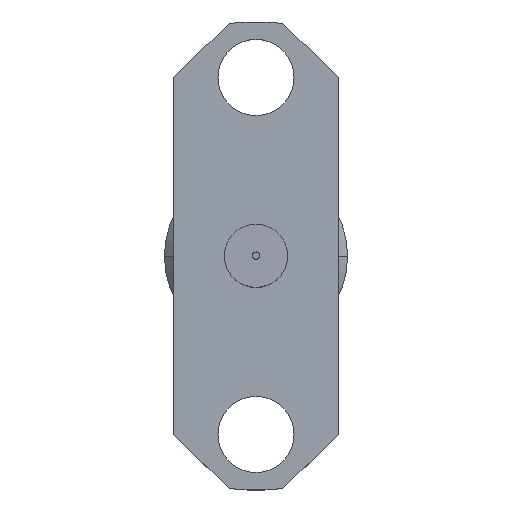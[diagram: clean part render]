
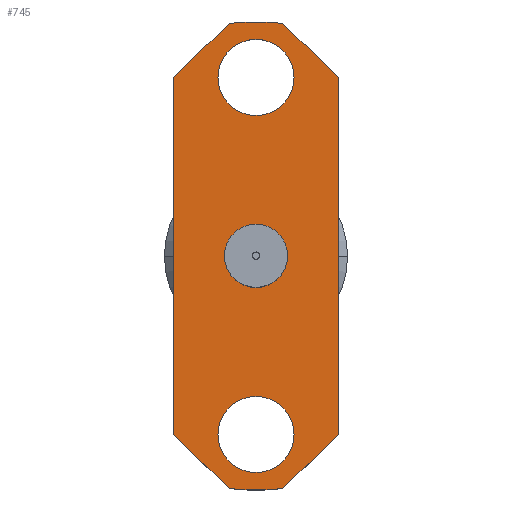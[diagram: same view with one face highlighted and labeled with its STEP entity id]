
A CAD part, top view. The second image highlights one B-rep face of the part: STEP entity #745.
In plain terms, the highlighted planar face has unit normal (0, 0, 1).
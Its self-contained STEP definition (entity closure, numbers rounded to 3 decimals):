
#10 = VERTEX_POINT ( 'NONE', #1043 ) ;
#19 = CARTESIAN_POINT ( 'NONE',  ( 0., 6.1, 0. ) ) ;
#21 = EDGE_LOOP ( 'NONE', ( #355, #323, #440, #825, #563, #1125, #1173, #794 ) ) ;
#34 = VERTEX_POINT ( 'NONE', #746 ) ;
#46 = AXIS2_PLACEMENT_3D ( 'NONE', #19, #943, #475 ) ;
#48 = EDGE_CURVE ( 'NONE', #649, #1202, #937, .T. ) ;
#53 = LINE ( 'NONE', #183, #1164 ) ;
#60 = CARTESIAN_POINT ( 'NONE',  ( -2.825, 6.1, 0. ) ) ;
#93 = CARTESIAN_POINT ( 'NONE',  ( 0., 0., 0. ) ) ;
#102 = VERTEX_POINT ( 'NONE', #283 ) ;
#103 = EDGE_CURVE ( 'NONE', #899, #315, #233, .T. ) ;
#105 = FACE_BOUND ( 'NONE', #969, .T. ) ;
#109 = ORIENTED_EDGE ( 'NONE', *, *, #1155, .F. ) ;
#139 = CARTESIAN_POINT ( 'NONE',  ( 1.3, 6.1, 0. ) ) ;
#141 = VERTEX_POINT ( 'NONE', #60 ) ;
#144 = EDGE_CURVE ( 'NONE', #1094, #988, #1170, .T. ) ;
#152 = EDGE_CURVE ( 'NONE', #1129, #141, #1200, .T. ) ;
#183 = CARTESIAN_POINT ( 'NONE',  ( 2.825, -6.1, 0. ) ) ;
#189 = CARTESIAN_POINT ( 'NONE',  ( 0., 0., 0. ) ) ;
#191 = ORIENTED_EDGE ( 'NONE', *, *, #626, .F. ) ;
#201 = CARTESIAN_POINT ( 'NONE',  ( -2.825, 2.1, 0. ) ) ;
#220 = VERTEX_POINT ( 'NONE', #909 ) ;
#233 = CIRCLE ( 'NONE', #46, 1.3 ) ;
#243 = AXIS2_PLACEMENT_3D ( 'NONE', #998, #1116, #1133 ) ;
#250 = CIRCLE ( 'NONE', #813, 1.3 ) ;
#283 = CARTESIAN_POINT ( 'NONE',  ( 1.3, -6.1, 0. ) ) ;
#292 = CIRCLE ( 'NONE', #673, 1.3 ) ;
#311 = CIRCLE ( 'NONE', #511, 8. ) ;
#315 = VERTEX_POINT ( 'NONE', #139 ) ;
#323 = ORIENTED_EDGE ( 'NONE', *, *, #782, .T. ) ;
#341 = VERTEX_POINT ( 'NONE', #701 ) ;
#343 = ORIENTED_EDGE ( 'NONE', *, *, #798, .T. ) ;
#345 = LINE ( 'NONE', #935, #594 ) ;
#355 = ORIENTED_EDGE ( 'NONE', *, *, #765, .F. ) ;
#366 = CARTESIAN_POINT ( 'NONE',  ( 0., 6.1, 0. ) ) ;
#368 = ORIENTED_EDGE ( 'NONE', *, *, #103, .F. ) ;
#389 = CIRCLE ( 'NONE', #575, 1.3 ) ;
#397 = FACE_OUTER_BOUND ( 'NONE', #21, .T. ) ;
#430 = CIRCLE ( 'NONE', #483, 1.08 ) ;
#438 = CARTESIAN_POINT ( 'NONE',  ( 0., -6.1, 0. ) ) ;
#440 = ORIENTED_EDGE ( 'NONE', *, *, #654, .F. ) ;
#468 = DIRECTION ( 'NONE',  ( 0., 0., -1. ) ) ;
#472 = DIRECTION ( 'NONE',  ( 0., 0., 1. ) ) ;
#475 = DIRECTION ( 'NONE',  ( 1., 0., 0. ) ) ;
#477 = CIRCLE ( 'NONE', #979, 8. ) ;
#481 = CARTESIAN_POINT ( 'NONE',  ( -1.3, 6.1, 0. ) ) ;
#483 = AXIS2_PLACEMENT_3D ( 'NONE', #93, #742, #639 ) ;
#510 = FACE_BOUND ( 'NONE', #1119, .T. ) ;
#511 = AXIS2_PLACEMENT_3D ( 'NONE', #770, #1138, #666 ) ;
#515 = DIRECTION ( 'NONE',  ( 0.719, -0.695, 0. ) ) ;
#530 = CARTESIAN_POINT ( 'NONE',  ( 0.912, 7.948, 0. ) ) ;
#537 = DIRECTION ( 'NONE',  ( 0., 0., 1. ) ) ;
#541 = EDGE_CURVE ( 'NONE', #315, #899, #389, .T. ) ;
#559 = DIRECTION ( 'NONE',  ( 1., 0., 0. ) ) ;
#563 = ORIENTED_EDGE ( 'NONE', *, *, #152, .T. ) ;
#572 = CARTESIAN_POINT ( 'NONE',  ( 0.912, 7.948, 0. ) ) ;
#575 = AXIS2_PLACEMENT_3D ( 'NONE', #366, #472, #559 ) ;
#594 = VECTOR ( 'NONE', #1205, 1000. ) ;
#614 = EDGE_CURVE ( 'NONE', #1129, #854, #311, .T. ) ;
#626 = EDGE_CURVE ( 'NONE', #102, #34, #292, .T. ) ;
#627 = DIRECTION ( 'NONE',  ( 1., 0., 0. ) ) ;
#629 = VECTOR ( 'NONE', #888, 1000. ) ;
#639 = DIRECTION ( 'NONE',  ( 1., 0., 0. ) ) ;
#647 = DIRECTION ( 'NONE',  ( 1., 0., 0. ) ) ;
#649 = VERTEX_POINT ( 'NONE', #901 ) ;
#654 = EDGE_CURVE ( 'NONE', #854, #220, #922, .T. ) ;
#666 = DIRECTION ( 'NONE',  ( -1., 0., 0. ) ) ;
#673 = AXIS2_PLACEMENT_3D ( 'NONE', #875, #702, #970 ) ;
#684 = VECTOR ( 'NONE', #948, 1000. ) ;
#701 = CARTESIAN_POINT ( 'NONE',  ( 0.912, -7.948, 0. ) ) ;
#702 = DIRECTION ( 'NONE',  ( 0., 0., 1. ) ) ;
#742 = DIRECTION ( 'NONE',  ( 0., 0., -1. ) ) ;
#745 = ADVANCED_FACE ( 'NONE', ( #967, #397, #510, #105 ), #1181, .T. ) ;
#746 = CARTESIAN_POINT ( 'NONE',  ( -1.3, -6.1, 0. ) ) ;
#765 = EDGE_CURVE ( 'NONE', #10, #341, #53, .T. ) ;
#770 = CARTESIAN_POINT ( 'NONE',  ( 0., 0., 0. ) ) ;
#782 = EDGE_CURVE ( 'NONE', #10, #220, #345, .T. ) ;
#794 = ORIENTED_EDGE ( 'NONE', *, *, #1028, .F. ) ;
#798 = EDGE_CURVE ( 'NONE', #1202, #649, #430, .T. ) ;
#811 = CARTESIAN_POINT ( 'NONE',  ( -0.912, 7.948, 0. ) ) ;
#813 = AXIS2_PLACEMENT_3D ( 'NONE', #438, #537, #627 ) ;
#825 = ORIENTED_EDGE ( 'NONE', *, *, #614, .F. ) ;
#826 = ORIENTED_EDGE ( 'NONE', *, *, #541, .F. ) ;
#854 = VERTEX_POINT ( 'NONE', #572 ) ;
#858 = CARTESIAN_POINT ( 'NONE',  ( 0., 0., 0. ) ) ;
#875 = CARTESIAN_POINT ( 'NONE',  ( 0., -6.1, 0. ) ) ;
#887 = EDGE_CURVE ( 'NONE', #141, #1094, #991, .T. ) ;
#888 = DIRECTION ( 'NONE',  ( -0.719, -0.695, 0. ) ) ;
#896 = CARTESIAN_POINT ( 'NONE',  ( -2.825, -6.1, 0. ) ) ;
#899 = VERTEX_POINT ( 'NONE', #481 ) ;
#901 = CARTESIAN_POINT ( 'NONE',  ( 0., -1.08, 0. ) ) ;
#909 = CARTESIAN_POINT ( 'NONE',  ( 2.825, 6.1, 0. ) ) ;
#922 = LINE ( 'NONE', #530, #982 ) ;
#926 = DIRECTION ( 'NONE',  ( -0.719, -0.695, 0. ) ) ;
#934 = CARTESIAN_POINT ( 'NONE',  ( -0.912, -7.948, 0. ) ) ;
#935 = CARTESIAN_POINT ( 'NONE',  ( 2.825, 2.1, 0. ) ) ;
#937 = CIRCLE ( 'NONE', #1046, 1.08 ) ;
#943 = DIRECTION ( 'NONE',  ( 0., 0., 1. ) ) ;
#948 = DIRECTION ( 'NONE',  ( 0., -1., 0. ) ) ;
#955 = DIRECTION ( 'NONE',  ( 0., 0., -1. ) ) ;
#967 = FACE_BOUND ( 'NONE', #1110, .T. ) ;
#969 = EDGE_LOOP ( 'NONE', ( #826, #368 ) ) ;
#970 = DIRECTION ( 'NONE',  ( 1., 0., 0. ) ) ;
#979 = AXIS2_PLACEMENT_3D ( 'NONE', #858, #955, #1146 ) ;
#982 = VECTOR ( 'NONE', #1004, 1000. ) ;
#988 = VERTEX_POINT ( 'NONE', #934 ) ;
#991 = LINE ( 'NONE', #201, #684 ) ;
#998 = CARTESIAN_POINT ( 'NONE',  ( 0., 2.1, 0. ) ) ;
#1004 = DIRECTION ( 'NONE',  ( 0.719, -0.695, 0. ) ) ;
#1028 = EDGE_CURVE ( 'NONE', #341, #988, #477, .T. ) ;
#1043 = CARTESIAN_POINT ( 'NONE',  ( 2.825, -6.1, 0. ) ) ;
#1046 = AXIS2_PLACEMENT_3D ( 'NONE', #189, #468, #647 ) ;
#1086 = CARTESIAN_POINT ( 'NONE',  ( 0., 1.08, 0. ) ) ;
#1088 = CARTESIAN_POINT ( 'NONE',  ( -2.825, -6.1, 0. ) ) ;
#1094 = VERTEX_POINT ( 'NONE', #896 ) ;
#1110 = EDGE_LOOP ( 'NONE', ( #343, #1112 ) ) ;
#1112 = ORIENTED_EDGE ( 'NONE', *, *, #48, .T. ) ;
#1116 = DIRECTION ( 'NONE',  ( 0., 0., 1. ) ) ;
#1119 = EDGE_LOOP ( 'NONE', ( #191, #109 ) ) ;
#1125 = ORIENTED_EDGE ( 'NONE', *, *, #887, .T. ) ;
#1129 = VERTEX_POINT ( 'NONE', #811 ) ;
#1133 = DIRECTION ( 'NONE',  ( 1., 0., 0. ) ) ;
#1138 = DIRECTION ( 'NONE',  ( 0., 0., -1. ) ) ;
#1146 = DIRECTION ( 'NONE',  ( -1., 0., 0. ) ) ;
#1155 = EDGE_CURVE ( 'NONE', #34, #102, #250, .T. ) ;
#1158 = VECTOR ( 'NONE', #515, 1000. ) ;
#1164 = VECTOR ( 'NONE', #926, 1000. ) ;
#1167 = CARTESIAN_POINT ( 'NONE',  ( -0.912, 7.948, 0. ) ) ;
#1170 = LINE ( 'NONE', #1088, #1158 ) ;
#1173 = ORIENTED_EDGE ( 'NONE', *, *, #144, .T. ) ;
#1181 = PLANE ( 'NONE',  #243 ) ;
#1200 = LINE ( 'NONE', #1167, #629 ) ;
#1202 = VERTEX_POINT ( 'NONE', #1086 ) ;
#1205 = DIRECTION ( 'NONE',  ( 0., 1., 0. ) ) ;
